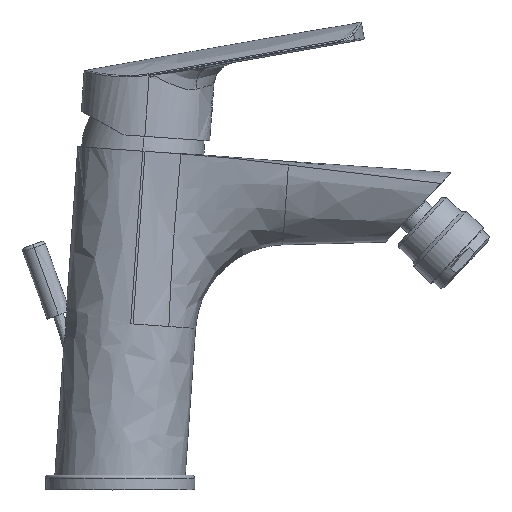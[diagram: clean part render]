
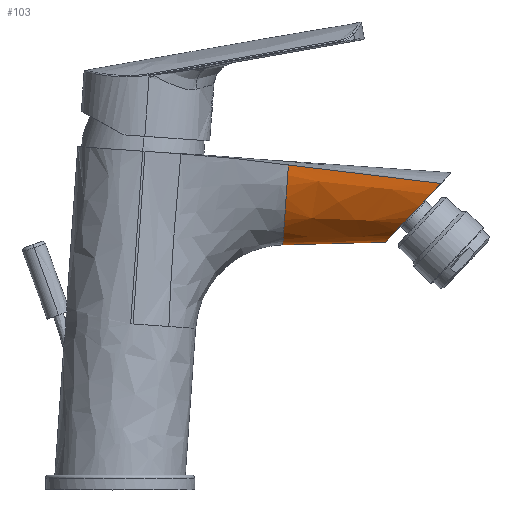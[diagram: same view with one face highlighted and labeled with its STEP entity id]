
A CAD part, left-side view. The second image highlights one B-rep face of the part: STEP entity #103.
In plain terms, the highlighted free-form (B-spline) face has degree [3, 3] with [9, 8] control points.
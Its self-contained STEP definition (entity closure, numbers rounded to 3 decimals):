
#19=B_SPLINE_SURFACE_WITH_KNOTS('',3,3,((#3592,#3593,#3594,#3595,#3596,
#3597,#3598,#3599),(#3600,#3601,#3602,#3603,#3604,#3605,#3606,#3607),(#3608,
#3609,#3610,#3611,#3612,#3613,#3614,#3615),(#3616,#3617,#3618,#3619,#3620,
#3621,#3622,#3623),(#3624,#3625,#3626,#3627,#3628,#3629,#3630,#3631),(#3632,
#3633,#3634,#3635,#3636,#3637,#3638,#3639),(#3640,#3641,#3642,#3643,#3644,
#3645,#3646,#3647),(#3648,#3649,#3650,#3651,#3652,#3653,#3654,#3655),(#3656,
#3657,#3658,#3659,#3660,#3661,#3662,#3663)),.UNSPECIFIED.,.F.,.F.,.F.,(4,
1,1,1,1,1,4),(4,1,1,1,1,4),(0.,4.989,9.575,18.746,
27.918,32.504,37.464),(0.,13.399,
26.284,32.726,39.169,52.496),
 .UNSPECIFIED.);
#103=ADVANCED_FACE('',(#260),#19,.T.);
#260=FACE_OUTER_BOUND('',#423,.T.);
#423=EDGE_LOOP('',(#753,#754,#755,#756));
#753=ORIENTED_EDGE('',*,*,#1383,.F.);
#754=ORIENTED_EDGE('',*,*,#1388,.T.);
#755=ORIENTED_EDGE('',*,*,#1387,.F.);
#756=ORIENTED_EDGE('',*,*,#1384,.F.);
#1383=EDGE_CURVE('',#2094,#2096,#1707,.T.);
#1384=EDGE_CURVE('',#2096,#2098,#1708,.T.);
#1387=EDGE_CURVE('',#2098,#2099,#1711,.T.);
#1388=EDGE_CURVE('',#2094,#2099,#1712,.T.);
#1707=B_SPLINE_CURVE_WITH_KNOTS('',3,(#5172,#5173,#5174,#5175,#5176,#5177,
#5178,#5179,#5180),.UNSPECIFIED.,.F.,.F.,(4,1,1,1,1,1,4),(-1.,-0.875,
-0.75,-0.5,-0.25,-0.125,0.),
 .UNSPECIFIED.);
#1708=B_SPLINE_CURVE_WITH_KNOTS('',3,(#5181,#5182,#5183,#5184),
 .UNSPECIFIED.,.F.,.F.,(4,4),(0.,1.),.UNSPECIFIED.);
#1711=B_SPLINE_CURVE_WITH_KNOTS('',3,(#5195,#5196,#5197,#5198),
 .UNSPECIFIED.,.F.,.F.,(4,4),(-1.,0.),.UNSPECIFIED.);
#1712=B_SPLINE_CURVE_WITH_KNOTS('',3,(#5199,#5200,#5201,#5202,#5203,#5204),
 .UNSPECIFIED.,.F.,.F.,(4,2,4),(-1.,-0.5,0.),.UNSPECIFIED.);
#2094=VERTEX_POINT('',#4658);
#2096=VERTEX_POINT('',#4660);
#2098=VERTEX_POINT('',#4662);
#2099=VERTEX_POINT('',#4663);
#3592=CARTESIAN_POINT('',(-11.376,-10.401,30.828));
#3593=CARTESIAN_POINT('',(-11.255,-13.872,30.375));
#3594=CARTESIAN_POINT('',(-10.995,-21.254,29.385));
#3595=CARTESIAN_POINT('',(-10.627,-31.719,27.97));
#3596=CARTESIAN_POINT('',(-10.316,-40.555,26.833));
#3597=CARTESIAN_POINT('',(-9.987,-49.917,25.696));
#3598=CARTESIAN_POINT('',(-9.727,-57.317,24.912));
#3599=CARTESIAN_POINT('',(-9.547,-62.472,24.46));
#3600=CARTESIAN_POINT('',(-11.403,-10.302,29.324));
#3601=CARTESIAN_POINT('',(-11.28,-13.72,28.907));
#3602=CARTESIAN_POINT('',(-11.018,-20.984,27.989));
#3603=CARTESIAN_POINT('',(-10.649,-31.267,26.669));
#3604=CARTESIAN_POINT('',(-10.338,-39.944,25.607));
#3605=CARTESIAN_POINT('',(-10.009,-49.135,24.546));
#3606=CARTESIAN_POINT('',(-9.749,-56.396,23.817));
#3607=CARTESIAN_POINT('',(-9.568,-61.453,23.401));
#3608=CARTESIAN_POINT('',(-11.136,-10.102,26.276));
#3609=CARTESIAN_POINT('',(-11.015,-13.416,25.927));
#3610=CARTESIAN_POINT('',(-10.759,-20.442,25.151));
#3611=CARTESIAN_POINT('',(-10.398,-30.355,24.018));
#3612=CARTESIAN_POINT('',(-10.096,-38.704,23.106));
#3613=CARTESIAN_POINT('',(-9.776,-47.539,22.196));
#3614=CARTESIAN_POINT('',(-9.524,-54.512,21.577));
#3615=CARTESIAN_POINT('',(-9.349,-59.365,21.228));
#3616=CARTESIAN_POINT('',(-9.534,-9.69,20.044));
#3617=CARTESIAN_POINT('',(-9.43,-12.809,19.824));
#3618=CARTESIAN_POINT('',(-9.209,-19.37,19.319));
#3619=CARTESIAN_POINT('',(-8.9,-28.519,18.561));
#3620=CARTESIAN_POINT('',(-8.641,-36.18,17.949));
#3621=CARTESIAN_POINT('',(-8.367,-44.261,17.341));
#3622=CARTESIAN_POINT('',(-8.151,-50.616,16.936));
#3623=CARTESIAN_POINT('',(-8.001,-55.029,16.718));
#3624=CARTESIAN_POINT('',(-5.878,-9.19,12.554));
#3625=CARTESIAN_POINT('',(-5.809,-12.112,12.473));
#3626=CARTESIAN_POINT('',(-5.664,-18.16,12.275));
#3627=CARTESIAN_POINT('',(-5.458,-26.389,11.956));
#3628=CARTESIAN_POINT('',(-5.284,-33.196,11.698));
#3629=CARTESIAN_POINT('',(-5.1,-40.327,11.446));
#3630=CARTESIAN_POINT('',(-4.955,-45.89,11.287));
#3631=CARTESIAN_POINT('',(-4.854,-49.733,11.212));
#3632=CARTESIAN_POINT('',(-0.479,-8.799,6.805));
#3633=CARTESIAN_POINT('',(-0.449,-11.634,6.825));
#3634=CARTESIAN_POINT('',(-0.385,-17.374,6.851));
#3635=CARTESIAN_POINT('',(-0.29,-24.914,6.863));
#3636=CARTESIAN_POINT('',(-0.209,-31.036,6.872));
#3637=CARTESIAN_POINT('',(-0.123,-37.379,6.886));
#3638=CARTESIAN_POINT('',(-0.054,-42.268,6.908));
#3639=CARTESIAN_POINT('',(-0.006,-45.616,6.935));
#3640=CARTESIAN_POINT('',(4.675,-8.609,4.138));
#3641=CARTESIAN_POINT('',(4.682,-11.476,4.205));
#3642=CARTESIAN_POINT('',(4.699,-17.169,4.337));
#3643=CARTESIAN_POINT('',(4.725,-24.415,4.501));
#3644=CARTESIAN_POINT('',(4.749,-30.194,4.631));
#3645=CARTESIAN_POINT('',(4.774,-36.118,4.765));
#3646=CARTESIAN_POINT('',(4.795,-40.629,4.869));
#3647=CARTESIAN_POINT('',(4.809,-43.69,4.941));
#3648=CARTESIAN_POINT('',(7.511,-8.57,3.666));
#3649=CARTESIAN_POINT('',(7.512,-11.496,3.743));
#3650=CARTESIAN_POINT('',(7.515,-17.254,3.896));
#3651=CARTESIAN_POINT('',(7.519,-24.468,4.087));
#3652=CARTESIAN_POINT('',(7.524,-30.169,4.238));
#3653=CARTESIAN_POINT('',(7.529,-35.981,4.392));
#3654=CARTESIAN_POINT('',(7.533,-40.376,4.508));
#3655=CARTESIAN_POINT('',(7.536,-43.345,4.587));
#3656=CARTESIAN_POINT('',(9.025,-8.568,3.708));
#3657=CARTESIAN_POINT('',(9.025,-11.538,3.786));
#3658=CARTESIAN_POINT('',(9.024,-17.36,3.938));
#3659=CARTESIAN_POINT('',(9.022,-24.596,4.127));
#3660=CARTESIAN_POINT('',(9.021,-30.288,4.276));
#3661=CARTESIAN_POINT('',(9.019,-36.074,4.427));
#3662=CARTESIAN_POINT('',(9.018,-40.434,4.541));
#3663=CARTESIAN_POINT('',(9.017,-43.372,4.618));
#4658=CARTESIAN_POINT('',(-9.567,-61.713,24.247));
#4660=CARTESIAN_POINT('',(8.683,-43.076,4.607));
#4662=CARTESIAN_POINT('',(8.683,-8.909,3.712));
#4663=CARTESIAN_POINT('',(-11.366,-10.776,30.411));
#5172=CARTESIAN_POINT('',(-9.567,-61.713,24.247));
#5173=CARTESIAN_POINT('',(-9.567,-60.776,23.259));
#5174=CARTESIAN_POINT('',(-9.337,-58.79,21.166));
#5175=CARTESIAN_POINT('',(-8.016,-54.589,16.74));
#5176=CARTESIAN_POINT('',(-4.864,-49.351,11.219));
#5177=CARTESIAN_POINT('',(-0.011,-45.283,6.933));
#5178=CARTESIAN_POINT('',(4.711,-43.423,4.974));
#5179=CARTESIAN_POINT('',(7.322,-43.076,4.608));
#5180=CARTESIAN_POINT('',(8.683,-43.076,4.607));
#5181=CARTESIAN_POINT('',(8.683,-43.076,4.607));
#5182=CARTESIAN_POINT('',(8.683,-31.687,4.309));
#5183=CARTESIAN_POINT('',(8.683,-20.298,4.011));
#5184=CARTESIAN_POINT('',(8.683,-8.909,3.712));
#5195=CARTESIAN_POINT('',(8.683,-8.909,3.712));
#5196=CARTESIAN_POINT('',(-2.467,-8.91,3.72));
#5197=CARTESIAN_POINT('',(-11.363,-9.998,19.283));
#5198=CARTESIAN_POINT('',(-11.366,-10.776,30.411));
#5199=CARTESIAN_POINT('',(-9.567,-61.713,24.247));
#5200=CARTESIAN_POINT('',(-9.916,-51.812,25.114));
#5201=CARTESIAN_POINT('',(-10.246,-42.457,26.26));
#5202=CARTESIAN_POINT('',(-10.854,-25.258,28.483));
#5203=CARTESIAN_POINT('',(-11.129,-17.469,29.549));
#5204=CARTESIAN_POINT('',(-11.366,-10.776,30.411));
